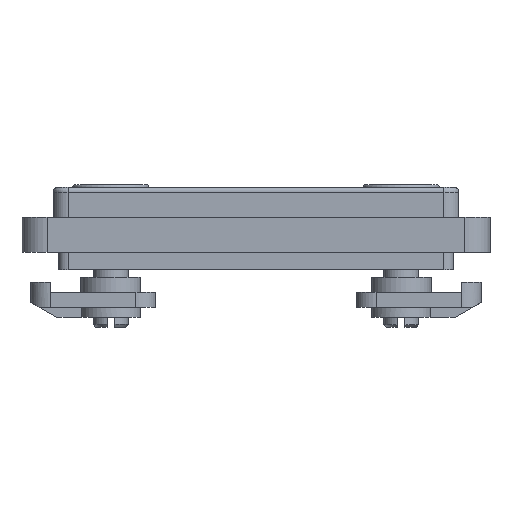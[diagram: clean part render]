
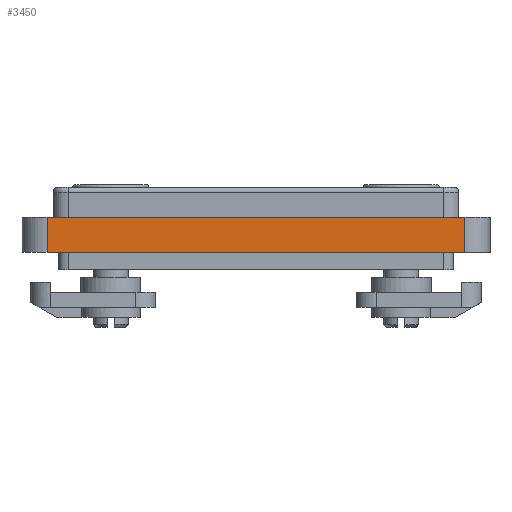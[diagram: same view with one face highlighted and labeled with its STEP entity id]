
A CAD part, front view. The second image highlights one B-rep face of the part: STEP entity #3450.
In plain terms, the highlighted planar face has unit normal (0, -1, 0).
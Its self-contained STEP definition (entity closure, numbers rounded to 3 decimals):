
#851 = ORIENTED_EDGE ( 'NONE', *, *, #12342, .T. ) ;
#911 = CARTESIAN_POINT ( 'NONE',  ( 41.75, -117.5, 0. ) ) ;
#1099 = FACE_OUTER_BOUND ( 'NONE', #16296, .T. ) ;
#2364 = CARTESIAN_POINT ( 'NONE',  ( 46.75, -117.5, 0. ) ) ;
#2851 = VERTEX_POINT ( 'NONE', #5032 ) ;
#3356 = VERTEX_POINT ( 'NONE', #911 ) ;
#3450 = ADVANCED_FACE ( 'NONE', ( #1099 ), #13188, .F. ) ;
#4095 = VECTOR ( 'NONE', #12460, 1000. ) ;
#5032 = CARTESIAN_POINT ( 'NONE',  ( 41.75, -117.5, 7. ) ) ;
#5145 = EDGE_CURVE ( 'NONE', #10583, #16544, #6188, .T. ) ;
#6188 = LINE ( 'NONE', #13552, #7002 ) ;
#6996 = DIRECTION ( 'NONE',  ( 0., 1., 0. ) ) ;
#7002 = VECTOR ( 'NONE', #10652, 1000. ) ;
#7672 = CARTESIAN_POINT ( 'NONE',  ( -41.75, -117.5, 0. ) ) ;
#9487 = VECTOR ( 'NONE', #14557, 1000. ) ;
#10583 = VERTEX_POINT ( 'NONE', #17797 ) ;
#10652 = DIRECTION ( 'NONE',  ( 0., 0., -1. ) ) ;
#11178 = ORIENTED_EDGE ( 'NONE', *, *, #15180, .T. ) ;
#12342 = EDGE_CURVE ( 'NONE', #3356, #2851, #16810, .T. ) ;
#12460 = DIRECTION ( 'NONE',  ( 0., 0., 1. ) ) ;
#13188 = PLANE ( 'NONE',  #15945 ) ;
#13552 = CARTESIAN_POINT ( 'NONE',  ( -41.75, -117.5, 7. ) ) ;
#13769 = ORIENTED_EDGE ( 'NONE', *, *, #17464, .F. ) ;
#14557 = DIRECTION ( 'NONE',  ( 1., 0., 0. ) ) ;
#15180 = EDGE_CURVE ( 'NONE', #16544, #3356, #18520, .T. ) ;
#15314 = VECTOR ( 'NONE', #17161, 1000. ) ;
#15945 = AXIS2_PLACEMENT_3D ( 'NONE', #17548, #6996, #18811 ) ;
#15952 = ORIENTED_EDGE ( 'NONE', *, *, #5145, .T. ) ;
#16296 = EDGE_LOOP ( 'NONE', ( #11178, #851, #13769, #15952 ) ) ;
#16544 = VERTEX_POINT ( 'NONE', #7672 ) ;
#16810 = LINE ( 'NONE', #18357, #4095 ) ;
#17161 = DIRECTION ( 'NONE',  ( 1., 0., 0. ) ) ;
#17464 = EDGE_CURVE ( 'NONE', #10583, #2851, #19108, .T. ) ;
#17548 = CARTESIAN_POINT ( 'NONE',  ( 46.75, -117.5, 7. ) ) ;
#17556 = CARTESIAN_POINT ( 'NONE',  ( 46.75, -117.5, 7. ) ) ;
#17797 = CARTESIAN_POINT ( 'NONE',  ( -41.75, -117.5, 7. ) ) ;
#18357 = CARTESIAN_POINT ( 'NONE',  ( 41.75, -117.5, 7. ) ) ;
#18520 = LINE ( 'NONE', #2364, #15314 ) ;
#18811 = DIRECTION ( 'NONE',  ( -1., 0., 0. ) ) ;
#19108 = LINE ( 'NONE', #17556, #9487 ) ;
